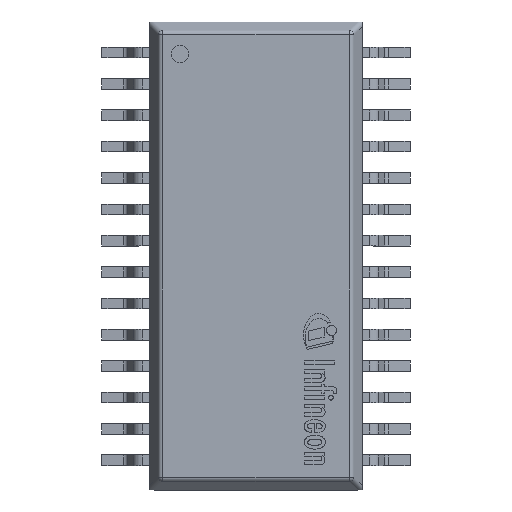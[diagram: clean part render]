
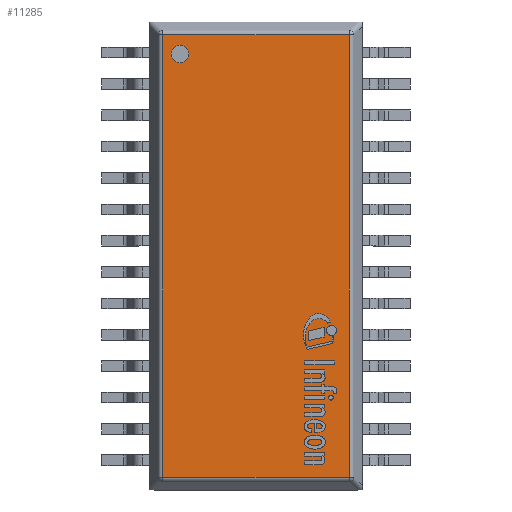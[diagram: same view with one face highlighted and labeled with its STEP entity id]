
A CAD part, top view. The second image highlights one B-rep face of the part: STEP entity #11285.
In plain terms, the highlighted planar face has unit normal (0, 0, 1).
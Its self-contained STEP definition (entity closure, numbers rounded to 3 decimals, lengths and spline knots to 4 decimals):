
#377=PLANE('',#12201);
#861=FACE_OUTER_BOUND('',#1483,.T.);
#1483=EDGE_LOOP('',(#9430,#9431,#9432,#9433));
#2525=LINE('',#18339,#3656);
#2531=LINE('',#18365,#3662);
#2533=LINE('',#18368,#3664);
#2537=LINE('',#18376,#3668);
#3656=VECTOR('',#14803,9.1728);
#3662=VECTOR('',#14831,9.1728);
#3664=VECTOR('',#14835,3.8728);
#3668=VECTOR('',#14845,3.8728);
#5204=VERTEX_POINT('',#18313);
#5207=VERTEX_POINT('',#18324);
#5210=VERTEX_POINT('',#18331);
#5217=VERTEX_POINT('',#18350);
#6675=EDGE_CURVE('',#5210,#5204,#2525,.T.);
#6688=EDGE_CURVE('',#5207,#5217,#2531,.T.);
#6690=EDGE_CURVE('',#5217,#5210,#2533,.T.);
#6695=EDGE_CURVE('',#5204,#5207,#2537,.T.);
#9430=ORIENTED_EDGE('',*,*,#6688,.F.);
#9431=ORIENTED_EDGE('',*,*,#6695,.F.);
#9432=ORIENTED_EDGE('',*,*,#6675,.F.);
#9433=ORIENTED_EDGE('',*,*,#6690,.F.);
#11285=ADVANCED_FACE('',(#861),#377,.T.);
#12201=AXIS2_PLACEMENT_3D('',#18383,#14855,#14856);
#14803=DIRECTION('',(0.,1.,0.));
#14831=DIRECTION('',(0.,-1.,0.));
#14835=DIRECTION('',(-1.,0.,0.));
#14845=DIRECTION('',(1.,0.,0.));
#14855=DIRECTION('center_axis',(0.,0.,1.));
#14856=DIRECTION('ref_axis',(1.,0.,0.));
#18313=CARTESIAN_POINT('',(-1.9364,4.5864,1.));
#18324=CARTESIAN_POINT('',(1.9364,4.5864,1.));
#18331=CARTESIAN_POINT('',(-1.9364,-4.5864,1.));
#18339=CARTESIAN_POINT('',(-1.9364,1.2125,1.));
#18350=CARTESIAN_POINT('',(1.9364,-4.5864,1.));
#18365=CARTESIAN_POINT('',(1.9364,-1.2125,1.));
#18368=CARTESIAN_POINT('',(-0.55,-4.5864,1.));
#18376=CARTESIAN_POINT('',(0.55,4.5864,1.));
#18383=CARTESIAN_POINT('Origin',(0.,0.,
1.));
